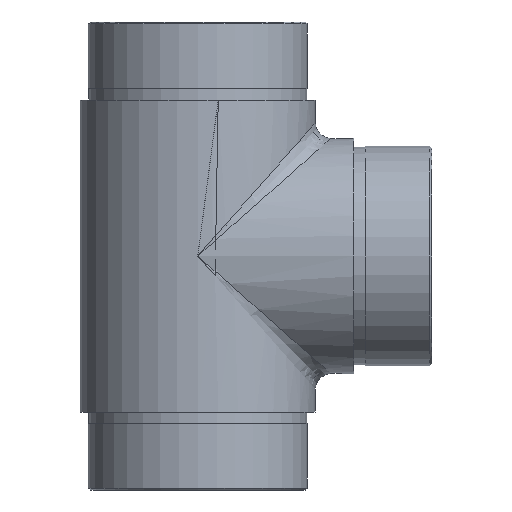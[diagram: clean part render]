
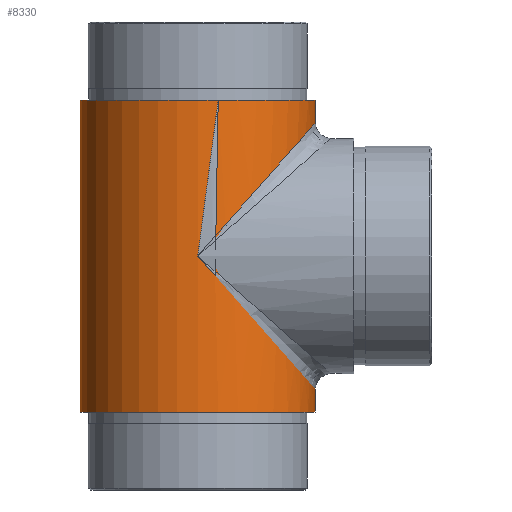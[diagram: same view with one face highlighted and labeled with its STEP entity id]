
A CAD part, left-side view. The second image highlights one B-rep face of the part: STEP entity #8330.
In plain terms, the highlighted cylindrical face has radius 30.15 mm (diameter 60.3 mm), a full revolution.
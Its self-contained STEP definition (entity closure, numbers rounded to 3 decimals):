
#107 = CARTESIAN_POINT ( 'NONE',  ( 30.15, 60., 0. ) ) ;
#295 = VERTEX_POINT ( 'NONE', #12030 ) ;
#763 = DIRECTION ( 'NONE',  ( 0., 0., 1. ) ) ;
#1073 = CARTESIAN_POINT ( 'NONE',  ( 30.15, 60., 0. ) ) ;
#1109 = VERTEX_POINT ( 'NONE', #1073 ) ;
#1717 = ORIENTED_EDGE ( 'NONE', *, *, #10275, .T. ) ;
#2131 = CARTESIAN_POINT ( 'NONE',  ( -30.15, 60., 0. ) ) ;
#2333 = FACE_OUTER_BOUND ( 'NONE', #12095, .T. ) ;
#2610 = CARTESIAN_POINT ( 'NONE',  ( 0., 60., 40. ) ) ;
#2983 = CIRCLE ( 'NONE', #6879, 30.15 ) ;
#3564 = CYLINDRICAL_SURFACE ( 'NONE', #6726, 30.15 ) ;
#3602 = CIRCLE ( 'NONE', #12302, 30.15 ) ;
#3896 = CARTESIAN_POINT ( 'NONE',  ( -30.15, -0.3, -68.3 ) ) ;
#4551 = EDGE_CURVE ( 'NONE', #10746, #10746, #2983, .T. ) ;
#4874 = EDGE_CURVE ( 'NONE', #295, #295, #3602, .T. ) ;
#5117 = CARTESIAN_POINT ( 'NONE',  ( 30.15, 60., 0. ) ) ;
#5447 = EDGE_CURVE ( 'NONE', #7260, #1109, #7390, .T. ) ;
#5520 = FACE_OUTER_BOUND ( 'NONE', #12558, .T. ) ;
#5932 = DIRECTION ( 'NONE',  ( 1., 0., 0. ) ) ;
#6270 = CARTESIAN_POINT ( 'NONE',  ( -30.15, 60., 0. ) ) ;
#6464 = DIRECTION ( 'NONE',  ( 0., 0., -1. ) ) ;
#6726 = AXIS2_PLACEMENT_3D ( 'NONE', #2610, #6464, #11235 ) ;
#6879 = AXIS2_PLACEMENT_3D ( 'NONE', #9698, #9781, #5932 ) ;
#7260 = VERTEX_POINT ( 'NONE', #2131 ) ;
#7390 =( BOUNDED_CURVE ( )  B_SPLINE_CURVE ( 3, ( #6270, #7999, #8176, #5117 ),
 .UNSPECIFIED., .F., .T. ) 
 B_SPLINE_CURVE_WITH_KNOTS ( ( 4, 4 ),
 ( 1.571, 4.712 ),
 .UNSPECIFIED. ) 
 CURVE ( )  GEOMETRIC_REPRESENTATION_ITEM ( )  RATIONAL_B_SPLINE_CURVE ( ( 1., 0.333, 0.333, 1. ) ) 
 REPRESENTATION_ITEM ( '' )  );
#7999 = CARTESIAN_POINT ( 'NONE',  ( -30.15, -0.3, 68.3 ) ) ;
#8176 = CARTESIAN_POINT ( 'NONE',  ( 30.15, -0.3, 68.3 ) ) ;
#8330 = ADVANCED_FACE ( 'NONE', ( #2333, #5520, #8545 ), #3564, .T. ) ;
#8545 = FACE_BOUND ( 'NONE', #9129, .T. ) ;
#8612 = ORIENTED_EDGE ( 'NONE', *, *, #4874, .F. ) ;
#8984 = ORIENTED_EDGE ( 'NONE', *, *, #5447, .T. ) ;
#9129 = EDGE_LOOP ( 'NONE', ( #8984, #1717 ) ) ;
#9421 = CARTESIAN_POINT ( 'NONE',  ( 0., 60., 40. ) ) ;
#9698 = CARTESIAN_POINT ( 'NONE',  ( 0., 60., -40. ) ) ;
#9781 = DIRECTION ( 'NONE',  ( 0., 0., 1. ) ) ;
#10242 =( BOUNDED_CURVE ( )  B_SPLINE_CURVE ( 3, ( #107, #10563, #3896, #10648 ),
 .UNSPECIFIED., .F., .T. ) 
 B_SPLINE_CURVE_WITH_KNOTS ( ( 4, 4 ),
 ( 4.712, 7.854 ),
 .UNSPECIFIED. ) 
 CURVE ( )  GEOMETRIC_REPRESENTATION_ITEM ( )  RATIONAL_B_SPLINE_CURVE ( ( 1., 0.333, 0.333, 1. ) ) 
 REPRESENTATION_ITEM ( '' )  );
#10275 = EDGE_CURVE ( 'NONE', #1109, #7260, #10242, .T. ) ;
#10364 = DIRECTION ( 'NONE',  ( 1., 0., 0. ) ) ;
#10563 = CARTESIAN_POINT ( 'NONE',  ( 30.15, -0.3, -68.3 ) ) ;
#10648 = CARTESIAN_POINT ( 'NONE',  ( -30.15, 60., 0. ) ) ;
#10746 = VERTEX_POINT ( 'NONE', #10895 ) ;
#10895 = CARTESIAN_POINT ( 'NONE',  ( 30.15, 60., -40. ) ) ;
#11235 = DIRECTION ( 'NONE',  ( -1., 0., 0. ) ) ;
#11942 = ORIENTED_EDGE ( 'NONE', *, *, #4551, .T. ) ;
#12030 = CARTESIAN_POINT ( 'NONE',  ( 30.15, 60., 40. ) ) ;
#12095 = EDGE_LOOP ( 'NONE', ( #11942 ) ) ;
#12302 = AXIS2_PLACEMENT_3D ( 'NONE', #9421, #763, #10364 ) ;
#12558 = EDGE_LOOP ( 'NONE', ( #8612 ) ) ;
